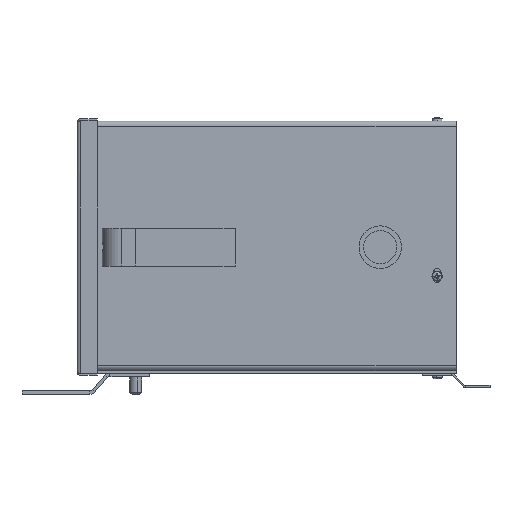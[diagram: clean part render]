
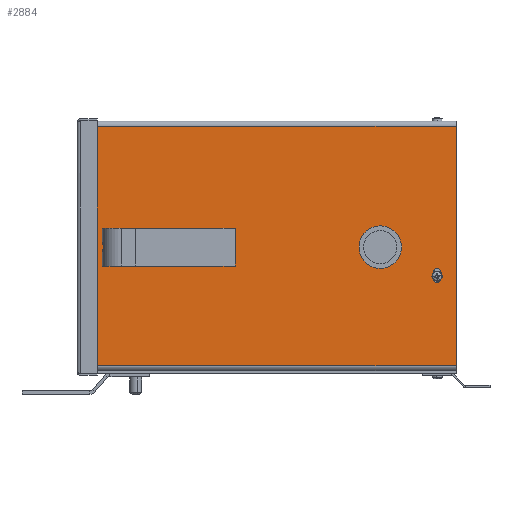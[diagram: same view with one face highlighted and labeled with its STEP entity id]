
A CAD part, left-side view. The second image highlights one B-rep face of the part: STEP entity #2884.
In plain terms, the highlighted planar face has unit normal (-1, 0, 0).
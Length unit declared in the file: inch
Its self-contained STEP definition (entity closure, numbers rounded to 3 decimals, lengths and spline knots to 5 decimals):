
#2884 = ADVANCED_FACE ( 'NONE', ( #11517, #11519, #11516 ), #14509, .T. ) ;
#4554 = VERTEX_POINT ( 'NONE', #14826 ) ;
#4556 = VERTEX_POINT ( 'NONE', #14827 ) ;
#5055 = EDGE_CURVE ( 'NONE', #5328, #5849, #15804, .T. ) ;
#5069 = EDGE_CURVE ( 'NONE', #5452, #4554, #15829, .T. ) ;
#5086 = EDGE_CURVE ( 'NONE', #5700, #5843, #15861, .T. ) ;
#5093 = EDGE_CURVE ( 'NONE', #5313, #4556, #15873, .T. ) ;
#5126 = EDGE_CURVE ( 'NONE', #5319, #5388, #15931, .T. ) ;
#5128 = EDGE_CURVE ( 'NONE', #4556, #5328, #15935, .T. ) ;
#5130 = EDGE_CURVE ( 'NONE', #5452, #5388, #15938, .T. ) ;
#5139 = EDGE_CURVE ( 'NONE', #5319, #4554, #15940, .T. ) ;
#5140 = EDGE_CURVE ( 'NONE', #5849, #5653, #15955, .T. ) ;
#5313 = VERTEX_POINT ( 'NONE', #17544 ) ;
#5319 = VERTEX_POINT ( 'NONE', #17550 ) ;
#5328 = VERTEX_POINT ( 'NONE', #17559 ) ;
#5388 = VERTEX_POINT ( 'NONE', #17619 ) ;
#5452 = VERTEX_POINT ( 'NONE', #17683 ) ;
#5653 = VERTEX_POINT ( 'NONE', #17884 ) ;
#5700 = VERTEX_POINT ( 'NONE', #17931 ) ;
#5843 = VERTEX_POINT ( 'NONE', #18074 ) ;
#5849 = VERTEX_POINT ( 'NONE', #18080 ) ;
#5912 = ORIENTED_EDGE ( 'NONE', *, *, #5130, .F. ) ;
#5925 = ORIENTED_EDGE ( 'NONE', *, *, #7893, .F. ) ;
#5928 = ORIENTED_EDGE ( 'NONE', *, *, #5140, .F. ) ;
#5929 = ORIENTED_EDGE ( 'NONE', *, *, #5128, .F. ) ;
#5930 = ORIENTED_EDGE ( 'NONE', *, *, #5093, .F. ) ;
#5934 = ORIENTED_EDGE ( 'NONE', *, *, #5086, .F. ) ;
#5935 = ORIENTED_EDGE ( 'NONE', *, *, #7904, .F. ) ;
#5942 = ORIENTED_EDGE ( 'NONE', *, *, #5055, .F. ) ;
#5953 = ORIENTED_EDGE ( 'NONE', *, *, #5139, .F. ) ;
#5954 = ORIENTED_EDGE ( 'NONE', *, *, #5069, .T. ) ;
#5956 = ORIENTED_EDGE ( 'NONE', *, *, #5126, .T. ) ;
#6245 = EDGE_LOOP ( 'NONE', ( #5934, #5935 ) ) ;
#6362 = EDGE_LOOP ( 'NONE', ( #5953, #5956, #5912, #5954 ) ) ;
#6446 = EDGE_LOOP ( 'NONE', ( #5929, #5930, #5925, #5928, #5942 ) ) ;
#7893 = EDGE_CURVE ( 'NONE', #5653, #5313, #16506, .T. ) ;
#7904 = EDGE_CURVE ( 'NONE', #5843, #5700, #16517, .T. ) ;
#11516 = FACE_OUTER_BOUND ( 'NONE', #6362, .T. ) ;
#11517 = FACE_BOUND ( 'NONE', #6446, .T. ) ;
#11519 = FACE_BOUND ( 'NONE', #6245, .T. ) ;
#14117 = AXIS2_PLACEMENT_3D ( 'NONE', #14508, #14504, #14510 ) ;
#14293 = AXIS2_PLACEMENT_3D ( 'NONE', #16956, #16957, #16958 ) ;
#14303 = AXIS2_PLACEMENT_3D ( 'NONE', #17050, #17051, #17052 ) ;
#14305 = AXIS2_PLACEMENT_3D ( 'NONE', #17076, #17077, #17078 ) ;
#14504 = DIRECTION ( 'NONE',  ( -1., 0., 0. ) ) ;
#14508 = CARTESIAN_POINT ( 'NONE',  ( -3.84375, 0., 0. ) ) ;
#14509 = PLANE ( 'NONE',  #14117 ) ;
#14510 = DIRECTION ( 'NONE',  ( 0., 0., 1. ) ) ;
#14826 = CARTESIAN_POINT ( 'NONE',  ( -3.84375, 4.98, -0.1348 ) ) ;
#14827 = CARTESIAN_POINT ( 'NONE',  ( -3.84375, -4.38625, -4.17175 ) ) ;
#15804 = LINE ( 'NONE', #16887, #15807 ) ;
#15807 = VECTOR ( 'NONE', #16888, 39.37008 ) ;
#15829 = LINE ( 'NONE', #16917, #15832 ) ;
#15832 = VECTOR ( 'NONE', #16919, 39.37008 ) ;
#15861 = CIRCLE ( 'NONE', #14293, 0.5625 ) ;
#15873 = LINE ( 'NONE', #16964, #15875 ) ;
#15875 = VECTOR ( 'NONE', #16959, 39.37008 ) ;
#15931 = LINE ( 'NONE', #17043, #15934 ) ;
#15934 = VECTOR ( 'NONE', #17044, 39.37008 ) ;
#15935 = CIRCLE ( 'NONE', #14303, 0.09375 ) ;
#15938 = LINE ( 'NONE', #17053, #15941 ) ;
#15940 = LINE ( 'NONE', #17061, #15958 ) ;
#15941 = VECTOR ( 'NONE', #17055, 39.37008 ) ;
#15955 = CIRCLE ( 'NONE', #14305, 0.09375 ) ;
#15958 = VECTOR ( 'NONE', #17071, 39.37008 ) ;
#16506 = CIRCLE ( 'NONE', #18674, 0.09375 ) ;
#16517 = CIRCLE ( 'NONE', #18682, 0.5625 ) ;
#16887 = CARTESIAN_POINT ( 'NONE',  ( -3.84375, -4.57375, -4.17175 ) ) ;
#16888 = DIRECTION ( 'NONE',  ( 0., 0., 1. ) ) ;
#16917 = CARTESIAN_POINT ( 'NONE',  ( -3.84375, 0., -0.1348 ) ) ;
#16919 = DIRECTION ( 'NONE',  ( 0., 1., 0. ) ) ;
#16956 = CARTESIAN_POINT ( 'NONE',  ( -3.84375, -2.98, -3.328 ) ) ;
#16957 = DIRECTION ( 'NONE',  ( -1., 0., 0. ) ) ;
#16958 = DIRECTION ( 'NONE',  ( 0., 0., 1. ) ) ;
#16959 = DIRECTION ( 'NONE',  ( 0., 0., -1. ) ) ;
#16964 = CARTESIAN_POINT ( 'NONE',  ( -3.84375, -4.38625, -4.17175 ) ) ;
#17043 = CARTESIAN_POINT ( 'NONE',  ( -3.84375, 4.98, -6.4612 ) ) ;
#17044 = DIRECTION ( 'NONE',  ( 0., -1., 0. ) ) ;
#17050 = CARTESIAN_POINT ( 'NONE',  ( -3.84375, -4.48, -4.17175 ) ) ;
#17051 = DIRECTION ( 'NONE',  ( -1., 0., 0. ) ) ;
#17052 = DIRECTION ( 'NONE',  ( 0., 0., 1. ) ) ;
#17053 = CARTESIAN_POINT ( 'NONE',  ( -3.84375, -4.98, -6.596 ) ) ;
#17055 = DIRECTION ( 'NONE',  ( 0., 0., -1. ) ) ;
#17061 = CARTESIAN_POINT ( 'NONE',  ( -3.84375, 4.98, -0.0598 ) ) ;
#17071 = DIRECTION ( 'NONE',  ( 0., 0., 1. ) ) ;
#17076 = CARTESIAN_POINT ( 'NONE',  ( -3.84375, -4.48, -3.98425 ) ) ;
#17077 = DIRECTION ( 'NONE',  ( -1., 0., 0. ) ) ;
#17078 = DIRECTION ( 'NONE',  ( 0., 0., 1. ) ) ;
#17544 = CARTESIAN_POINT ( 'NONE',  ( -3.84375, -4.38625, -3.98425 ) ) ;
#17550 = CARTESIAN_POINT ( 'NONE',  ( -3.84375, 4.98, -6.4612 ) ) ;
#17559 = CARTESIAN_POINT ( 'NONE',  ( -3.84375, -4.57375, -4.17175 ) ) ;
#17619 = CARTESIAN_POINT ( 'NONE',  ( -3.84375, -4.98, -6.4612 ) ) ;
#17683 = CARTESIAN_POINT ( 'NONE',  ( -3.84375, -4.98, -0.1348 ) ) ;
#17884 = CARTESIAN_POINT ( 'NONE',  ( -3.84375, -4.48, -3.8905 ) ) ;
#17931 = CARTESIAN_POINT ( 'NONE',  ( -3.84375, -2.98, -2.7655 ) ) ;
#18074 = CARTESIAN_POINT ( 'NONE',  ( -3.84375, -2.98, -3.8905 ) ) ;
#18080 = CARTESIAN_POINT ( 'NONE',  ( -3.84375, -4.57375, -3.98425 ) ) ;
#18674 = AXIS2_PLACEMENT_3D ( 'NONE', #18859, #18860, #18861 ) ;
#18682 = AXIS2_PLACEMENT_3D ( 'NONE', #18900, #18902, #18903 ) ;
#18859 = CARTESIAN_POINT ( 'NONE',  ( -3.84375, -4.48, -3.98425 ) ) ;
#18860 = DIRECTION ( 'NONE',  ( -1., 0., 0. ) ) ;
#18861 = DIRECTION ( 'NONE',  ( 0., 0., 1. ) ) ;
#18900 = CARTESIAN_POINT ( 'NONE',  ( -3.84375, -2.98, -3.328 ) ) ;
#18902 = DIRECTION ( 'NONE',  ( -1., 0., 0. ) ) ;
#18903 = DIRECTION ( 'NONE',  ( 0., 0., 1. ) ) ;
